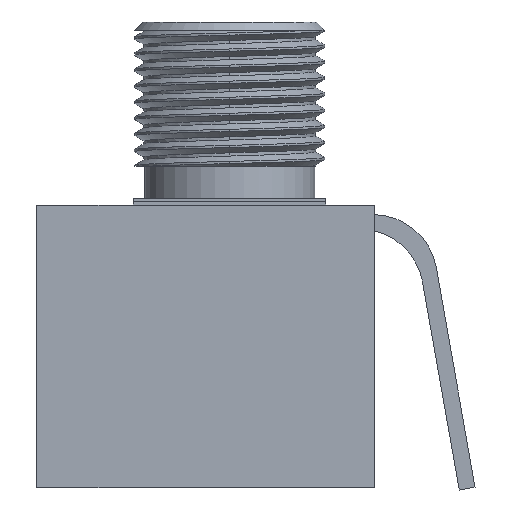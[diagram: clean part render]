
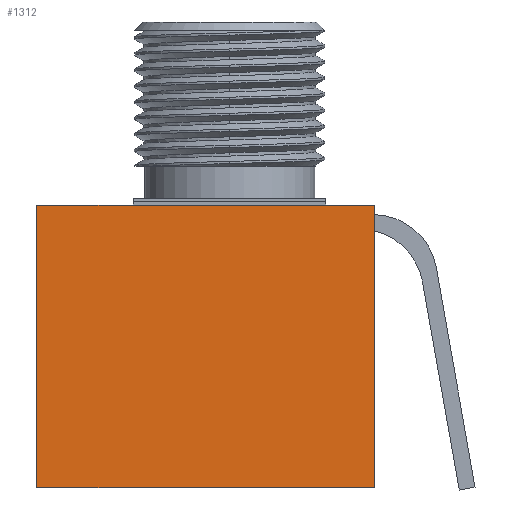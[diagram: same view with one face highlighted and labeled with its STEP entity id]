
A CAD part, left-side view. The second image highlights one B-rep face of the part: STEP entity #1312.
In plain terms, the highlighted planar face has unit normal (-1, 0, 0).
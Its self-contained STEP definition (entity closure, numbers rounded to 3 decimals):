
#71=PLANE('',#1405);
#132=FACE_OUTER_BOUND('',#205,.T.);
#205=EDGE_LOOP('',(#1105,#1106,#1107,#1108));
#390=LINE('',#2543,#521);
#393=LINE('',#2548,#524);
#400=LINE('',#2561,#531);
#403=LINE('',#2566,#534);
#521=VECTOR('',#1641,10.);
#524=VECTOR('',#1646,10.);
#531=VECTOR('',#1659,10.);
#534=VECTOR('',#1664,10.);
#657=VERTEX_POINT('',#2540);
#658=VERTEX_POINT('',#2542);
#659=VERTEX_POINT('',#2547);
#662=VERTEX_POINT('',#2559);
#821=EDGE_CURVE('',#658,#657,#390,.T.);
#824=EDGE_CURVE('',#658,#659,#393,.T.);
#831=EDGE_CURVE('',#657,#662,#400,.T.);
#834=EDGE_CURVE('',#659,#662,#403,.T.);
#1105=ORIENTED_EDGE('',*,*,#821,.T.);
#1106=ORIENTED_EDGE('',*,*,#831,.T.);
#1107=ORIENTED_EDGE('',*,*,#834,.F.);
#1108=ORIENTED_EDGE('',*,*,#824,.F.);
#1312=ADVANCED_FACE('',(#132),#71,.T.);
#1405=AXIS2_PLACEMENT_3D('',#2565,#1662,#1663);
#1641=DIRECTION('',(0.,1.,0.));
#1646=DIRECTION('',(0.,0.,-1.));
#1659=DIRECTION('',(0.,0.,-1.));
#1662=DIRECTION('center_axis',(-1.,0.,0.));
#1663=DIRECTION('ref_axis',(0.,1.,0.));
#1664=DIRECTION('',(0.,1.,0.));
#2540=CARTESIAN_POINT('',(0.,10.5,-0.2));
#2542=CARTESIAN_POINT('',(0.,0.,-0.2));
#2543=CARTESIAN_POINT('',(0.,2.625,-0.2));
#2547=CARTESIAN_POINT('',(0.,0.,-9.));
#2548=CARTESIAN_POINT('',(0.,0.,0.));
#2559=CARTESIAN_POINT('',(0.,10.5,-9.));
#2561=CARTESIAN_POINT('',(0.,10.5,0.));
#2565=CARTESIAN_POINT('Origin',(0.,0.,0.));
#2566=CARTESIAN_POINT('',(0.,10.5,-9.));
